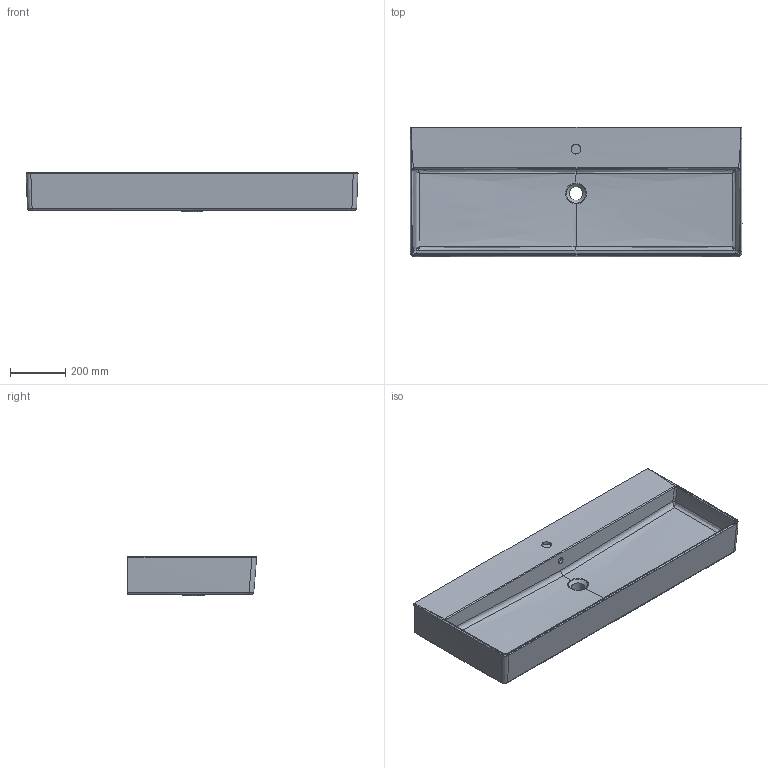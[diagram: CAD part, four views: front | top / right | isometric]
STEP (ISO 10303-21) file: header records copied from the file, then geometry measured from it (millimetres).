
FILE_DESCRIPTION(/* description */ (''),/* implementation_level */ '2;1');
FILE_NAME(/* name */ '4A22C5_Memento 2.0 WT 120.stp',/* time_stamp */ '2018-11-23T13:18:51+01:00',/* author */ (''),/* organization */ (''),/* preprocessor_version */ 'ST-DEVELOPER v16',/* originating_system */ 'SIEMENS PLM Software NX 10.0',/* authorisation */ '');
FILE_SCHEMA (('AUTOMOTIVE_DESIGN { 1 0 10303 214 3 1 1 1 }'));
Length unit declared in the file: millimetre
Products named in the file (1): Sier1974F9F1mv1g
Bounding box: 1199.08 x 469.4 x 143.58 mm (x, y, z)
Volume: 40005012.7 mm3; surface area: 1751209.8 mm2
Topology: 1 solids, 1 shells, 191 faces, 458 edges, 267 vertices
Faces by surface type: bspline 116, torus 27, cylinder 17, plane 15, cone 11, extrusion 3, sphere 2
Full cylindrical faces by diameter (mm): 48.48 x1
Entity records: 12949 total; most frequent: CARTESIAN_POINT 9461, ORIENTED_EDGE 876, DIRECTION 509, EDGE_CURVE 438, VERTEX_POINT 262, AXIS2_PLACEMENT_3D 239, EDGE_LOOP 206, B_SPLINE_CURVE_WITH_KNOTS 205
